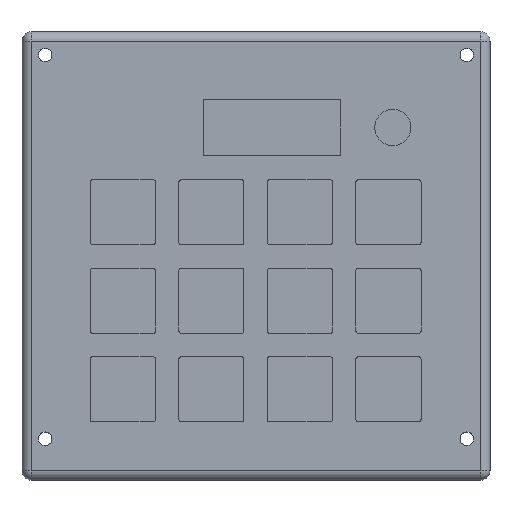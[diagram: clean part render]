
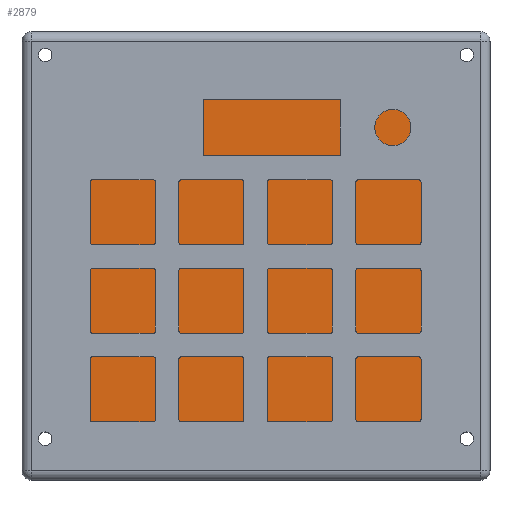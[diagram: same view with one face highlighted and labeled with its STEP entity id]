
A CAD part, top view. The second image highlights one B-rep face of the part: STEP entity #2879.
In plain terms, the highlighted planar face has unit normal (0, 0, 1).
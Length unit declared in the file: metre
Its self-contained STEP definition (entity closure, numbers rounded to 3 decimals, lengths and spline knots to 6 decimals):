
#999=ORIENTED_EDGE('',*,*,#1394,.F.);
#1000=ORIENTED_EDGE('',*,*,#1420,.T.);
#1001=ORIENTED_EDGE('',*,*,#1423,.T.);
#1002=ORIENTED_EDGE('',*,*,#1426,.F.);
#1394=EDGE_CURVE('',#1686,#1687,#1954,.T.);
#1420=EDGE_CURVE('',#1686,#1711,#1972,.T.);
#1423=EDGE_CURVE('',#1711,#1713,#1975,.T.);
#1426=EDGE_CURVE('',#1687,#1713,#1978,.T.);
#1686=VERTEX_POINT('',#4760);
#1687=VERTEX_POINT('',#4762);
#1711=VERTEX_POINT('',#4815);
#1713=VERTEX_POINT('',#4821);
#1954=LINE('',#4761,#2220);
#1972=LINE('',#4814,#2238);
#1975=LINE('',#4820,#2241);
#1978=LINE('',#4826,#2244);
#2220=VECTOR('',#3927,1.);
#2238=VECTOR('',#3967,1.);
#2241=VECTOR('',#3972,1.);
#2244=VECTOR('',#3977,1.);
#2454=EDGE_LOOP('',(#999,#1000,#1001,#1002));
#2658=FACE_BOUND('',#2454,.T.);
#2737=PLANE('',#3191);
#2879=ADVANCED_FACE('',(#2658),#2737,.T.);
#3191=AXIS2_PLACEMENT_3D('',#4863,#4020,#4021);
#3927=DIRECTION('',(1.,0.,0.));
#3967=DIRECTION('',(0.,-1.,0.));
#3972=DIRECTION('',(1.,0.,0.));
#3977=DIRECTION('',(0.,-1.,0.));
#4020=DIRECTION('',(0.,0.,1.));
#4021=DIRECTION('',(1.,0.,0.));
#4760=CARTESIAN_POINT('',(-0.040282,0.038885,0.003));
#4761=CARTESIAN_POINT('',(0.000068,0.038885,0.003));
#4762=CARTESIAN_POINT('',(0.040418,0.038885,0.003));
#4814=CARTESIAN_POINT('',(-0.040282,0.00065,0.003));
#4815=CARTESIAN_POINT('',(-0.040282,-0.037585,0.003));
#4820=CARTESIAN_POINT('',(0.000068,-0.037585,0.003));
#4821=CARTESIAN_POINT('',(0.040418,-0.037585,0.003));
#4826=CARTESIAN_POINT('',(0.040418,0.00065,0.003));
#4863=CARTESIAN_POINT('',(0.000068,0.00065,0.003));
